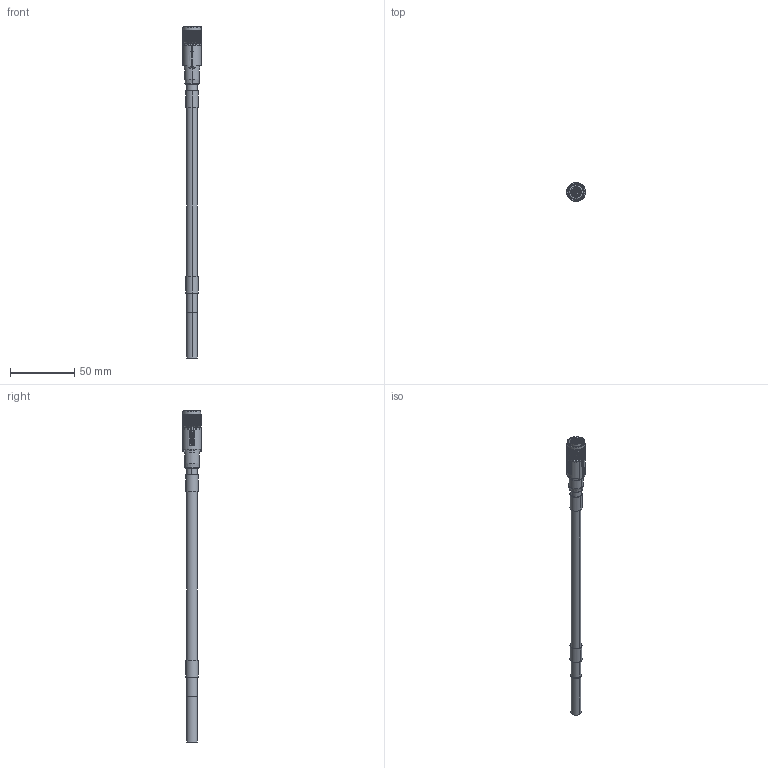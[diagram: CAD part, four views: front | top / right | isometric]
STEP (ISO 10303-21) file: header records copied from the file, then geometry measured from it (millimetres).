
FILE_DESCRIPTION((''),'2;1');
FILE_NAME('KC-08028EPA1XXX_SW0001','2012-03-26T',('bthumm'),(''),'PRO/ENGINEER BY PARAMETRIC TECHNOLOGY CORPORATION, 2011220','PRO/ENGINEER BY PARAMETRIC TECHNOLOGY CORPORATION, 2011220','');
FILE_SCHEMA(('AUTOMOTIVE_DESIGN { 1 0 10303 214 1 1 1 1 }'));
Length unit declared in the file: millimetre
Products named in the file (1): KC-08028EPA1XXX_SW0001
Bounding box: 15 x 15.01 x 258.2 mm (x, y, z)
Volume: 18516.8 mm3; surface area: 9039 mm2
Topology: 1 solids, 1 shells, 736 faces, 1921 edges, 1266 vertices
Faces by surface type: plane 418, cylinder 150, extrusion 64, bspline 39, torus 32, cone 31, sphere 2
Entity records: 26622 total; most frequent: CARTESIAN_POINT 8707, ORIENTED_EDGE 3842, DIRECTION 3316, EDGE_CURVE 1921, VECTOR 1324, VERTEX_POINT 1266, LINE 1260, AXIS2_PLACEMENT_3D 996
